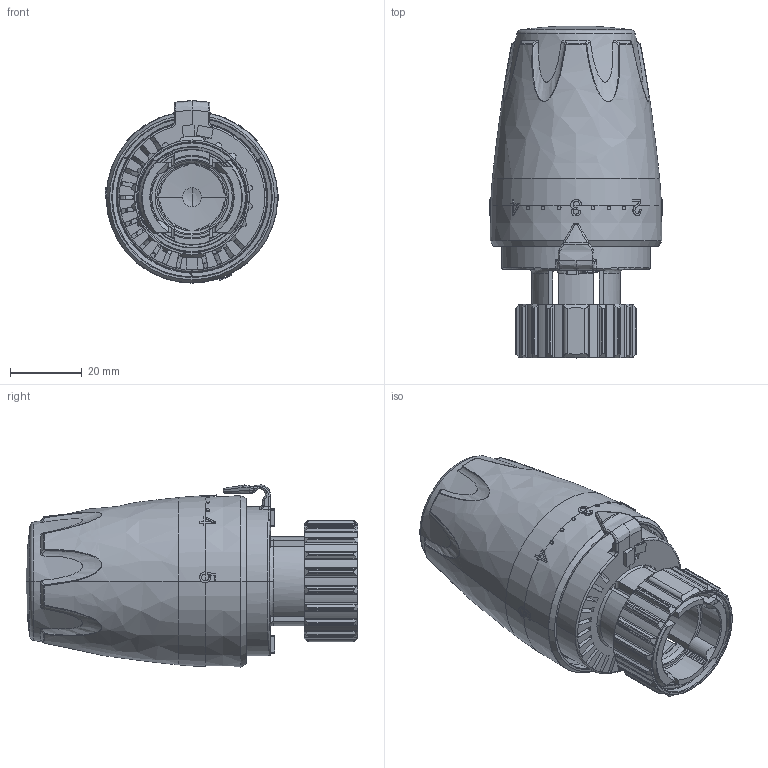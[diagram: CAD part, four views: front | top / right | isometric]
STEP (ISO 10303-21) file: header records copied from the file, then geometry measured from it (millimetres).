
FILE_DESCRIPTION((''),'2;1');
FILE_NAME('9724-24-500-GEN_SW0002','2015-07-30T',('marann'),(''),'PRO/ENGINEER BY PARAMETRIC TECHNOLOGY CORPORATION, 2011490','PRO/ENGINEER BY PARAMETRIC TECHNOLOGY CORPORATION, 2011490','');
FILE_SCHEMA(('CONFIG_CONTROL_DESIGN'));
Length unit declared in the file: millimetre
Products named in the file (1): 9724-24-500-GEN_SW0002
Bounding box: 48.55 x 92.65 x 50.87 mm (x, y, z)
Volume: 37060.3 mm3; surface area: 43300.5 mm2
Topology: 13 solids, 13 shells, 1843 faces, 5304 edges, 3430 vertices
Faces by surface type: plane 710, bspline 488, cylinder 396, torus 118, cone 94, sphere 37
Entity records: 102067 total; most frequent: CARTESIAN_POINT 58189, ORIENTED_EDGE 10588, DIRECTION 7340, EDGE_CURVE 5294, VERTEX_POINT 3430, AXIS2_PLACEMENT_3D 2684, B_SPLINE_CURVE_WITH_KNOTS 1993, VECTOR 1972
